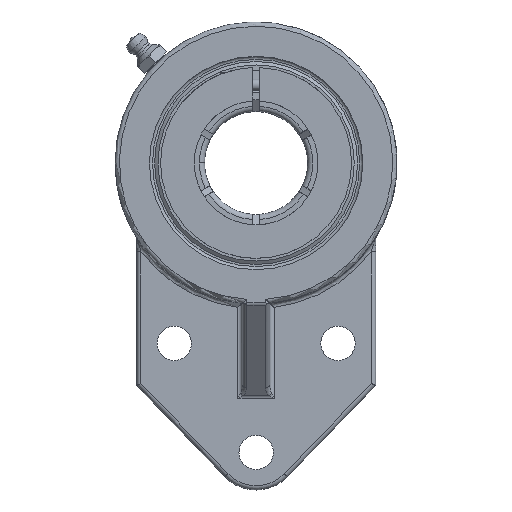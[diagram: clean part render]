
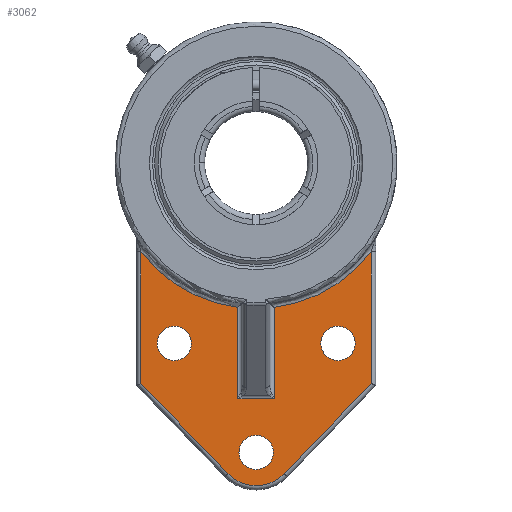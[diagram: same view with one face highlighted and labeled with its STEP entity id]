
A CAD part, top view. The second image highlights one B-rep face of the part: STEP entity #3062.
In plain terms, the highlighted planar face has unit normal (0, 0, 1).
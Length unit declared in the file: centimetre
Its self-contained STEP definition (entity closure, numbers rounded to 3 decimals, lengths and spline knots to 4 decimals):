
#1588=CARTESIAN_POINT('',(-0.527,-6.8452,1.));
#1589=VERTEX_POINT('',#1588);
#2026=CARTESIAN_POINT('',(0.527,-6.8452,1.));
#2027=VERTEX_POINT('',#2026);
#2211=CARTESIAN_POINT('',(-3.6147,-6.8452,1.));
#2212=DIRECTION('',(1.,0.,-0.));
#2213=VECTOR('',#2212,7.2294);
#2214=LINE('',#2211,#2213);
#2215=EDGE_CURVE('',#1589,#2027,#2214,.T.);
#2228=CARTESIAN_POINT('',(0.527,-4.194,1.));
#2229=VERTEX_POINT('',#2228);
#2230=CARTESIAN_POINT('',(0.527,-9.6397,1.));
#2231=DIRECTION('',(0.,1.,-0.));
#2232=VECTOR('',#2231,7.3728);
#2233=LINE('',#2230,#2232);
#2234=EDGE_CURVE('',#2027,#2229,#2233,.T.);
#2265=CARTESIAN_POINT('',(-0.527,-4.194,1.));
#2266=VERTEX_POINT('',#2265);
#2284=CARTESIAN_POINT('',(-0.527,-2.2669,1.));
#2285=DIRECTION('',(-0.,-1.,0.));
#2286=VECTOR('',#2285,7.3728);
#2287=LINE('',#2284,#2286);
#2288=EDGE_CURVE('',#2266,#1589,#2287,.T.);
#2301=CARTESIAN_POINT('',(3.348,-2.5804,1.));
#2302=VERTEX_POINT('',#2301);
#2310=CARTESIAN_POINT('',(3.348,-6.4085,1.));
#2311=VERTEX_POINT('',#2310);
#2312=CARTESIAN_POINT('',(3.348,-2.0359,1.));
#2313=DIRECTION('',(0.,-1.,0.));
#2314=VECTOR('',#2313,7.6038);
#2315=LINE('',#2312,#2314);
#2316=EDGE_CURVE('',#2302,#2311,#2315,.T.);
#2594=CARTESIAN_POINT('',(-0.8222,-9.024,1.));
#2595=VERTEX_POINT('',#2594);
#2603=CARTESIAN_POINT('',(-3.348,-6.4085,1.));
#2604=VERTEX_POINT('',#2603);
#2605=CARTESIAN_POINT('',(-0.2276,-9.6397,1.));
#2606=DIRECTION('',(-0.695,0.719,0.));
#2607=VECTOR('',#2606,5.1299);
#2608=LINE('',#2605,#2607);
#2609=EDGE_CURVE('',#2595,#2604,#2608,.T.);
#2634=CARTESIAN_POINT('',(-3.348,-2.5804,1.));
#2635=VERTEX_POINT('',#2634);
#2652=CARTESIAN_POINT('',(-3.348,-9.6397,1.));
#2653=DIRECTION('',(0.,1.,-0.));
#2654=VECTOR('',#2653,7.6038);
#2655=LINE('',#2652,#2654);
#2656=EDGE_CURVE('',#2604,#2635,#2655,.T.);
#2901=CARTESIAN_POINT('',(0.8222,-9.024,1.));
#2902=VERTEX_POINT('',#2901);
#2910=CARTESIAN_POINT('',(0.,-8.23,1.));
#2911=DIRECTION('',(0.,-0.,-1.));
#2912=DIRECTION('',(0.,-1.,0.));
#2913=AXIS2_PLACEMENT_3D('',#2910,#2911,#2912);
#2914=CIRCLE('',#2913,1.143);
#2915=EDGE_CURVE('',#2902,#2595,#2914,.T.);
#2933=CARTESIAN_POINT('',(3.7911,-5.9496,1.));
#2934=DIRECTION('',(-0.695,-0.719,0.));
#2935=VECTOR('',#2934,5.1299);
#2936=LINE('',#2933,#2935);
#2937=EDGE_CURVE('',#2311,#2902,#2936,.T.);
#2988=CARTESIAN_POINT('',(0.,0.,1.));
#2989=DIRECTION('',(0.,0.,1.));
#2990=DIRECTION('',(0.527,-0.85,0.));
#2991=AXIS2_PLACEMENT_3D('',#2988,#2989,#2990);
#2992=CIRCLE('',#2991,4.227);
#2993=EDGE_CURVE('',#2229,#2302,#2992,.T.);
#3006=CARTESIAN_POINT('',(-0.,-2.5786,1.));
#3007=DIRECTION('',(0.,0.,1.));
#3008=DIRECTION('',(1.,0.,0.));
#3009=AXIS2_PLACEMENT_3D('',#3006,#3007,#3008);
#3010=PLANE('',#3009);
#3011=CARTESIAN_POINT('',(1.88,-5.24,1.));
#3012=VERTEX_POINT('',#3011);
#3013=CARTESIAN_POINT('',(2.38,-5.24,1.));
#3014=DIRECTION('',(0.,0.,-1.));
#3015=DIRECTION('',(1.,0.,0.));
#3016=AXIS2_PLACEMENT_3D('',#3013,#3014,#3015);
#3017=CIRCLE('',#3016,0.5);
#3018=EDGE_CURVE('',#3012,#3012,#3017,.T.);
#3019=ORIENTED_EDGE('',*,*,#3018,.T.);
#3020=EDGE_LOOP('',(#3019));
#3021=FACE_BOUND('',#3020,.T.);
#3022=CARTESIAN_POINT('',(-0.5,-8.41,1.));
#3023=VERTEX_POINT('',#3022);
#3024=CARTESIAN_POINT('',(0.,-8.41,1.));
#3025=DIRECTION('',(0.,0.,-1.));
#3026=DIRECTION('',(1.,0.,0.));
#3027=AXIS2_PLACEMENT_3D('',#3024,#3025,#3026);
#3028=CIRCLE('',#3027,0.5);
#3029=EDGE_CURVE('',#3023,#3023,#3028,.T.);
#3030=ORIENTED_EDGE('',*,*,#3029,.T.);
#3031=EDGE_LOOP('',(#3030));
#3032=FACE_BOUND('',#3031,.T.);
#3033=CARTESIAN_POINT('',(-2.88,-5.24,1.));
#3034=VERTEX_POINT('',#3033);
#3035=CARTESIAN_POINT('',(-2.38,-5.24,1.));
#3036=DIRECTION('',(0.,0.,-1.));
#3037=DIRECTION('',(1.,0.,0.));
#3038=AXIS2_PLACEMENT_3D('',#3035,#3036,#3037);
#3039=CIRCLE('',#3038,0.5);
#3040=EDGE_CURVE('',#3034,#3034,#3039,.T.);
#3041=ORIENTED_EDGE('',*,*,#3040,.T.);
#3042=EDGE_LOOP('',(#3041));
#3043=FACE_BOUND('',#3042,.T.);
#3044=ORIENTED_EDGE('',*,*,#2234,.F.);
#3045=ORIENTED_EDGE('',*,*,#2215,.F.);
#3046=ORIENTED_EDGE('',*,*,#2288,.F.);
#3047=CARTESIAN_POINT('',(0.,0.,1.));
#3048=DIRECTION('',(0.,0.,1.));
#3049=DIRECTION('',(-0.527,-0.85,0.));
#3050=AXIS2_PLACEMENT_3D('',#3047,#3048,#3049);
#3051=CIRCLE('',#3050,4.227);
#3052=EDGE_CURVE('',#2635,#2266,#3051,.T.);
#3053=ORIENTED_EDGE('',*,*,#3052,.F.);
#3054=ORIENTED_EDGE('',*,*,#2656,.F.);
#3055=ORIENTED_EDGE('',*,*,#2609,.F.);
#3056=ORIENTED_EDGE('',*,*,#2915,.F.);
#3057=ORIENTED_EDGE('',*,*,#2937,.F.);
#3058=ORIENTED_EDGE('',*,*,#2316,.F.);
#3059=ORIENTED_EDGE('',*,*,#2993,.F.);
#3060=EDGE_LOOP('',(#3044,#3045,#3046,#3053,#3054,#3055,#3056,#3057,#3058,#3059));
#3061=FACE_BOUND('',#3060,.T.);
#3062=ADVANCED_FACE('',(#3021,#3032,#3043,#3061),#3010,.T.);
